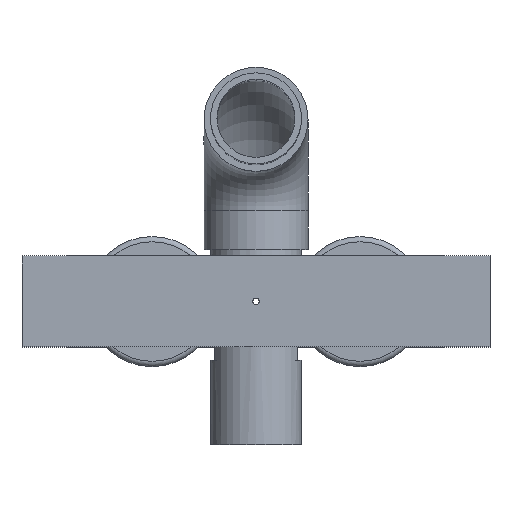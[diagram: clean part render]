
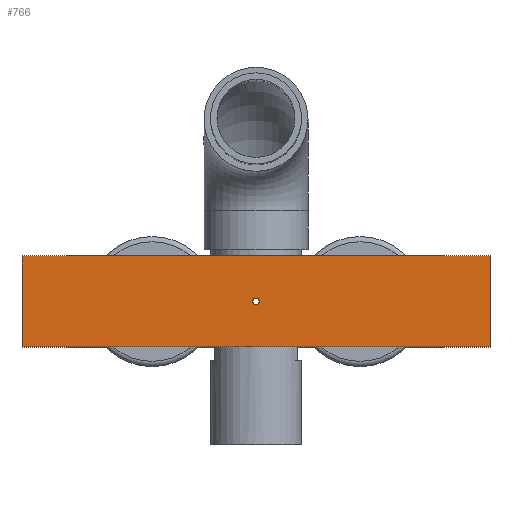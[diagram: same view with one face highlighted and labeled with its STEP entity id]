
A CAD part, top view. The second image highlights one B-rep face of the part: STEP entity #766.
In plain terms, the highlighted planar face has unit normal (0, 0, 1).
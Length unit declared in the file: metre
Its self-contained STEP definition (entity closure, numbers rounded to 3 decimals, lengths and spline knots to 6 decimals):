
#29=LINE('',#1333,#69);
#34=LINE('',#1349,#74);
#48=LINE('',#1387,#88);
#49=LINE('',#1388,#89);
#69=VECTOR('',#1061,1.);
#74=VECTOR('',#1076,1.);
#88=VECTOR('',#1110,1.);
#89=VECTOR('',#1111,1.);
#161=PLANE('',#915);
#281=ORIENTED_EDGE('',*,*,#405,.F.);
#282=ORIENTED_EDGE('',*,*,#406,.F.);
#283=ORIENTED_EDGE('',*,*,#379,.F.);
#284=ORIENTED_EDGE('',*,*,#407,.T.);
#285=ORIENTED_EDGE('',*,*,#387,.T.);
#379=EDGE_CURVE('',#455,#452,#29,.T.);
#387=EDGE_CURVE('',#462,#461,#34,.T.);
#405=EDGE_CURVE('',#475,#475,#515,.T.);
#406=EDGE_CURVE('',#452,#461,#48,.T.);
#407=EDGE_CURVE('',#455,#462,#49,.T.);
#452=VERTEX_POINT('',#1327);
#455=VERTEX_POINT('',#1332);
#461=VERTEX_POINT('',#1348);
#462=VERTEX_POINT('',#1350);
#475=VERTEX_POINT('',#1386);
#515=CIRCLE('',#916,0.003175);
#584=EDGE_LOOP('',(#281));
#585=EDGE_LOOP('',(#282,#283,#284,#285));
#680=FACE_BOUND('',#584,.T.);
#681=FACE_BOUND('',#585,.T.);
#766=ADVANCED_FACE('',(#680,#681),#161,.T.);
#915=AXIS2_PLACEMENT_3D('',#1384,#1106,#1107);
#916=AXIS2_PLACEMENT_3D('',#1385,#1108,#1109);
#1061=DIRECTION('',(0.,1.,0.));
#1076=DIRECTION('',(0.,1.,0.));
#1106=DIRECTION('',(0.,0.,1.));
#1107=DIRECTION('',(1.,0.,0.));
#1108=DIRECTION('',(0.,0.,1.));
#1109=DIRECTION('',(1.,0.,0.));
#1110=DIRECTION('',(1.,0.,0.));
#1111=DIRECTION('',(1.,0.,0.));
#1327=CARTESIAN_POINT('',(-0.2286,0.,0.0889));
#1332=CARTESIAN_POINT('',(-0.2286,-0.0889,0.0889));
#1333=CARTESIAN_POINT('',(-0.2286,-0.0889,0.0889));
#1348=CARTESIAN_POINT('',(0.2286,0.,0.0889));
#1349=CARTESIAN_POINT('',(0.2286,-0.0889,0.0889));
#1350=CARTESIAN_POINT('',(0.2286,-0.0889,0.0889));
#1384=CARTESIAN_POINT('',(0.,-0.0889,0.0889));
#1385=CARTESIAN_POINT('',(0.,-0.04445,0.0889));
#1386=CARTESIAN_POINT('',(0.003175,-0.04445,0.0889));
#1387=CARTESIAN_POINT('',(0.,0.,0.0889));
#1388=CARTESIAN_POINT('',(0.,-0.0889,0.0889));
